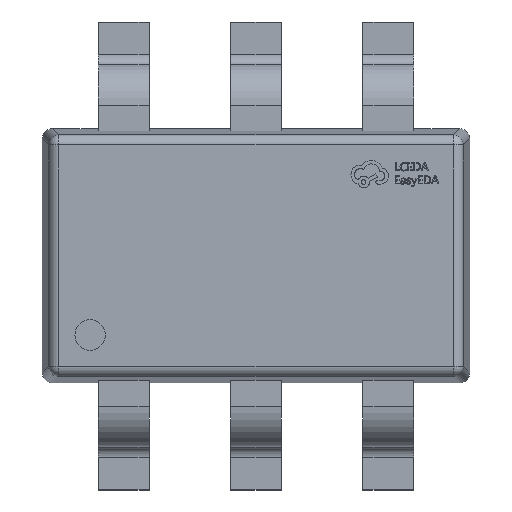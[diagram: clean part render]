
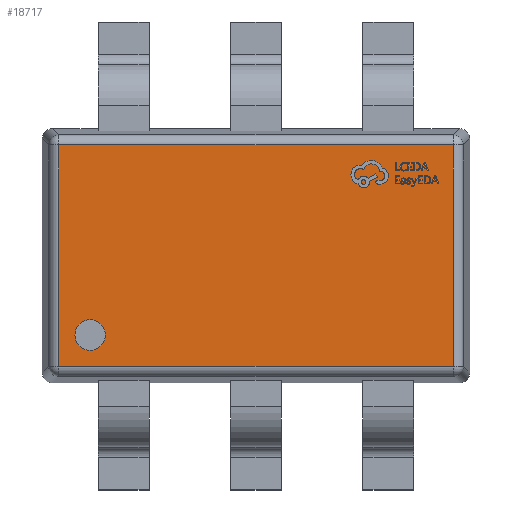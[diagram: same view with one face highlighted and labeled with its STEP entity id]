
A CAD part, top view. The second image highlights one B-rep face of the part: STEP entity #18717.
In plain terms, the highlighted planar face has unit normal (0, 0, 1).
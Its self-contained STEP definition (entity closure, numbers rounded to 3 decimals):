
#144 = CIRCLE ( 'NONE', #12996, 0.075 ) ;
#300 = EDGE_CURVE ( 'NONE', #4400, #9323, #8608, .T. ) ;
#674 = AXIS2_PLACEMENT_3D ( 'NONE', #9357, #9167, #10490 ) ;
#813 = DIRECTION ( 'NONE',  ( 0., 0., 1. ) ) ;
#909 = CARTESIAN_POINT ( 'NONE',  ( 0., 0., 0.4 ) ) ;
#1139 = CARTESIAN_POINT ( 'NONE',  ( 0., -0.544, 0.4 ) ) ;
#1212 = CARTESIAN_POINT ( 'NONE',  ( -0.74, -0.39, 0.4 ) ) ;
#1318 = LINE ( 'NONE', #5829, #12597 ) ;
#1729 = ORIENTED_EDGE ( 'NONE', *, *, #300, .T. ) ;
#2174 = EDGE_CURVE ( 'NONE', #2815, #4400, #1318, .T. ) ;
#2324 = VERTEX_POINT ( 'NONE', #16810 ) ;
#2712 = DIRECTION ( 'NONE',  ( 0., 0., -1. ) ) ;
#2815 = VERTEX_POINT ( 'NONE', #7590 ) ;
#3596 = EDGE_LOOP ( 'NONE', ( #7402, #4644, #9025, #1729 ) ) ;
#3641 = ORIENTED_EDGE ( 'NONE', *, *, #10299, .F. ) ;
#3976 = PLANE ( 'NONE',  #7154 ) ;
#4400 = VERTEX_POINT ( 'NONE', #10580 ) ;
#4644 = ORIENTED_EDGE ( 'NONE', *, *, #5118, .T. ) ;
#5118 = EDGE_CURVE ( 'NONE', #18345, #2815, #7631, .T. ) ;
#5524 = DIRECTION ( 'NONE',  ( 0., -1., 0. ) ) ;
#5590 = CIRCLE ( 'NONE', #674, 0.075 ) ;
#5801 = VERTEX_POINT ( 'NONE', #1212 ) ;
#5829 = CARTESIAN_POINT ( 'NONE',  ( 0., 0.544, 0.4 ) ) ;
#7154 = AXIS2_PLACEMENT_3D ( 'NONE', #909, #2712, #15650 ) ;
#7402 = ORIENTED_EDGE ( 'NONE', *, *, #17457, .T. ) ;
#7590 = CARTESIAN_POINT ( 'NONE',  ( 0.969, 0.544, 0.4 ) ) ;
#7631 = LINE ( 'NONE', #13437, #7638 ) ;
#7638 = VECTOR ( 'NONE', #7725, 1000. ) ;
#7725 = DIRECTION ( 'NONE',  ( 0., 1., 0. ) ) ;
#8608 = LINE ( 'NONE', #11355, #12917 ) ;
#8646 = VECTOR ( 'NONE', #17329, 1000. ) ;
#8914 = CARTESIAN_POINT ( 'NONE',  ( 0.969, -0.544, 0.4 ) ) ;
#8941 = CARTESIAN_POINT ( 'NONE',  ( -0.969, -0.544, 0.4 ) ) ;
#9025 = ORIENTED_EDGE ( 'NONE', *, *, #2174, .T. ) ;
#9167 = DIRECTION ( 'NONE',  ( 0., 0., 1. ) ) ;
#9323 = VERTEX_POINT ( 'NONE', #8941 ) ;
#9357 = CARTESIAN_POINT ( 'NONE',  ( -0.815, -0.39, 0.4 ) ) ;
#10299 = EDGE_CURVE ( 'NONE', #5801, #2324, #5590, .T. ) ;
#10377 = EDGE_LOOP ( 'NONE', ( #3641, #17660 ) ) ;
#10490 = DIRECTION ( 'NONE',  ( 1., 0., 0. ) ) ;
#10580 = CARTESIAN_POINT ( 'NONE',  ( -0.969, 0.544, 0.4 ) ) ;
#11355 = CARTESIAN_POINT ( 'NONE',  ( -0.969, 0., 0.4 ) ) ;
#12499 = FACE_OUTER_BOUND ( 'NONE', #3596, .T. ) ;
#12597 = VECTOR ( 'NONE', #14414, 1000. ) ;
#12895 = LINE ( 'NONE', #1139, #8646 ) ;
#12917 = VECTOR ( 'NONE', #5524, 1000. ) ;
#12996 = AXIS2_PLACEMENT_3D ( 'NONE', #13928, #813, #15352 ) ;
#13437 = CARTESIAN_POINT ( 'NONE',  ( 0.969, 0., 0.4 ) ) ;
#13928 = CARTESIAN_POINT ( 'NONE',  ( -0.815, -0.39, 0.4 ) ) ;
#14074 = EDGE_CURVE ( 'NONE', #2324, #5801, #144, .T. ) ;
#14414 = DIRECTION ( 'NONE',  ( -1., 0., 0. ) ) ;
#15352 = DIRECTION ( 'NONE',  ( 1., 0., 0. ) ) ;
#15650 = DIRECTION ( 'NONE',  ( -1., 0., 0. ) ) ;
#16810 = CARTESIAN_POINT ( 'NONE',  ( -0.89, -0.39, 0.4 ) ) ;
#17329 = DIRECTION ( 'NONE',  ( 1., 0., 0. ) ) ;
#17457 = EDGE_CURVE ( 'NONE', #9323, #18345, #12895, .T. ) ;
#17660 = ORIENTED_EDGE ( 'NONE', *, *, #14074, .F. ) ;
#18345 = VERTEX_POINT ( 'NONE', #8914 ) ;
#18539 = FACE_BOUND ( 'NONE', #10377, .T. ) ;
#18717 = ADVANCED_FACE ( 'NONE', ( #12499, #18539 ), #3976, .F. ) ;
